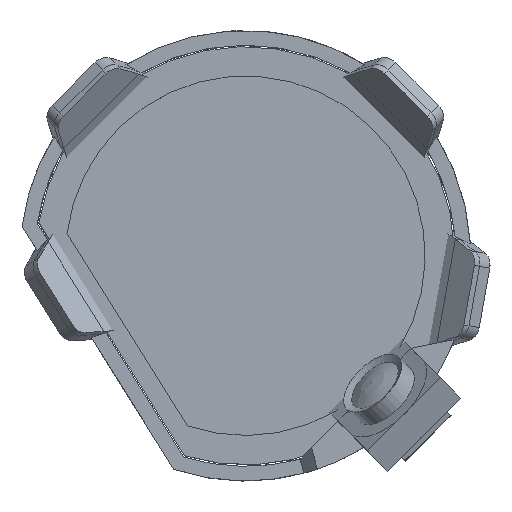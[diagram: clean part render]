
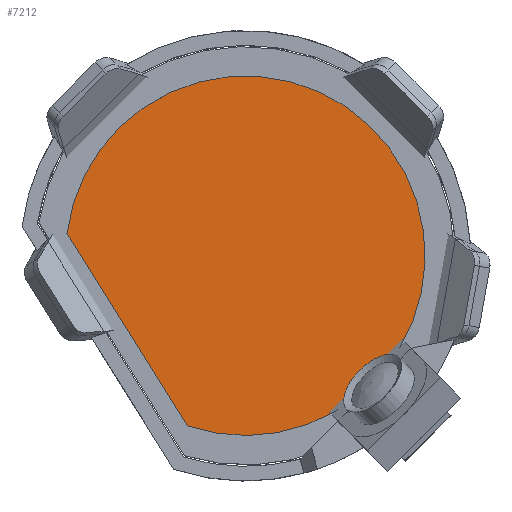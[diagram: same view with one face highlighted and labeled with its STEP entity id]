
A CAD part, top view. The second image highlights one B-rep face of the part: STEP entity #7212.
In plain terms, the highlighted planar face has unit normal (0, 0, 1).
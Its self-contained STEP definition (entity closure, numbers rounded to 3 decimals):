
#557=CIRCLE('',#7846,27.7);
#878=FACE_OUTER_BOUND('',#1288,.T.);
#1288=EDGE_LOOP('',(#5938,#5939));
#1953=LINE('',#11560,#2751);
#2751=VECTOR('',#9471,10.);
#3436=VERTEX_POINT('',#11551);
#3437=VERTEX_POINT('',#11552);
#4303=EDGE_CURVE('',#3436,#3437,#557,.T.);
#4307=EDGE_CURVE('',#3437,#3436,#1953,.T.);
#5938=ORIENTED_EDGE('',*,*,#4307,.T.);
#5939=ORIENTED_EDGE('',*,*,#4303,.T.);
#6851=PLANE('',#7849);
#7212=ADVANCED_FACE('',(#878),#6851,.T.);
#7846=AXIS2_PLACEMENT_3D('',#11553,#9463,#9464);
#7849=AXIS2_PLACEMENT_3D('',#11562,#9473,#9474);
#9463=DIRECTION('center_axis',(0.,0.,1.));
#9464=DIRECTION('ref_axis',(-0.282,-0.96,0.));
#9471=DIRECTION('',(0.53,-0.848,0.));
#9473=DIRECTION('center_axis',(0.,0.,1.));
#9474=DIRECTION('ref_axis',(1.,0.,0.));
#11551=CARTESIAN_POINT('',(-7.801,-26.579,-0.8));
#11552=CARTESIAN_POINT('',(-27.309,4.64,-0.8));
#11553=CARTESIAN_POINT('Origin',(0.,0.,-0.8));
#11560=CARTESIAN_POINT('',(-17.555,-10.969,-0.8));
#11562=CARTESIAN_POINT('Origin',(0.196,0.,-0.8));
